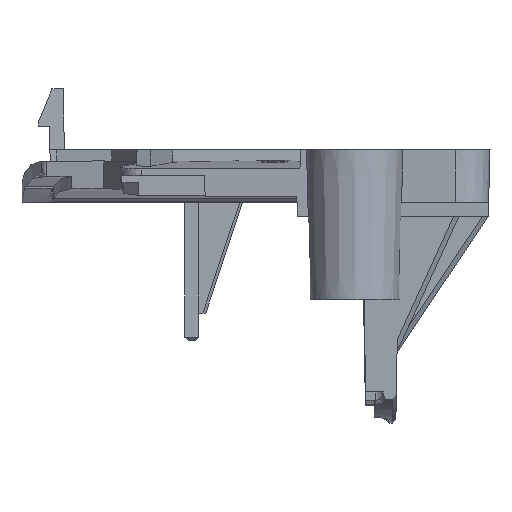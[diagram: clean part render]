
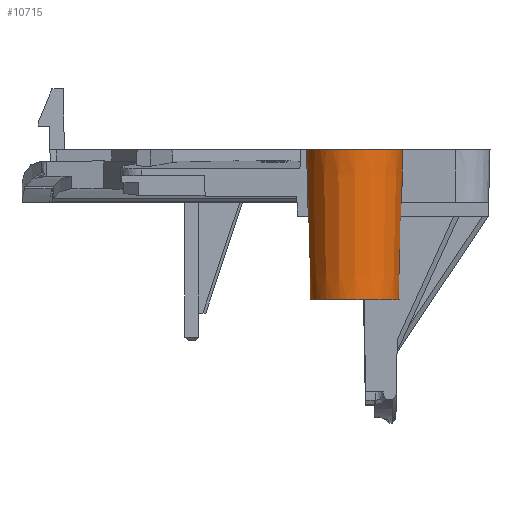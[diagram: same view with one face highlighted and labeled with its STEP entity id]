
A CAD part, left-side view. The second image highlights one B-rep face of the part: STEP entity #10715.
In plain terms, the highlighted conical face has half-angle 1.5 degrees and reference radius 3.202 mm.
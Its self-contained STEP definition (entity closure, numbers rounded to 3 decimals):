
#1123=FACE_OUTER_BOUND('',#1704,.T.);
#1704=EDGE_LOOP('',(#9945,#9946,#9947,#9948,#9949,#9950,#9951,#9952,#9953,
#9954));
#2035=CIRCLE('',#10801,3.486);
#2036=CIRCLE('',#10802,3.486);
#2072=CIRCLE('',#10941,3.387);
#2075=CIRCLE('',#10959,3.36);
#2132=CIRCLE('',#11316,3.202);
#2174=(
BOUNDED_CURVE()
B_SPLINE_CURVE(2,(#23441,#23442,#23443),.UNSPECIFIED.,.F.,.F.)
B_SPLINE_CURVE_WITH_KNOTS((3,3),(2.584,2.672),
 .UNSPECIFIED.)
CURVE()
GEOMETRIC_REPRESENTATION_ITEM()
RATIONAL_B_SPLINE_CURVE((1.,1.,1.))
REPRESENTATION_ITEM('')
);
#2184=(
BOUNDED_CURVE()
B_SPLINE_CURVE(2,(#23829,#23830,#23831),.UNSPECIFIED.,.F.,.F.)
B_SPLINE_CURVE_WITH_KNOTS((3,3),(4.366,4.83),
 .UNSPECIFIED.)
CURVE()
GEOMETRIC_REPRESENTATION_ITEM()
RATIONAL_B_SPLINE_CURVE((1.,1.,1.))
REPRESENTATION_ITEM('')
);
#3232=LINE('',#23826,#4295);
#3233=LINE('',#23828,#4296);
#4295=VECTOR('',#13815,10.);
#4296=VECTOR('',#13818,3.327);
#4453=VERTEX_POINT('',#14269);
#4454=VERTEX_POINT('',#14271);
#4455=VERTEX_POINT('',#14273);
#4876=VERTEX_POINT('',#17967);
#4877=VERTEX_POINT('',#17968);
#4933=VERTEX_POINT('',#18108);
#4934=VERTEX_POINT('',#18110);
#5346=VERTEX_POINT('',#23438);
#5507=EDGE_CURVE('',#4453,#4454,#2035,.F.);
#5508=EDGE_CURVE('',#4454,#4455,#2036,.F.);
#6013=EDGE_CURVE('',#4876,#4877,#2072,.F.);
#6090=EDGE_CURVE('',#4934,#4933,#2075,.F.);
#6817=EDGE_CURVE('',#5346,#5346,#2132,.T.);
#6818=EDGE_CURVE('',#4933,#4877,#2174,.F.);
#6921=EDGE_CURVE('',#4455,#4876,#3232,.T.);
#6922=EDGE_CURVE('',#4454,#5346,#3233,.T.);
#6923=EDGE_CURVE('',#4453,#4934,#2184,.F.);
#9945=ORIENTED_EDGE('',*,*,#6013,.F.);
#9946=ORIENTED_EDGE('',*,*,#6921,.F.);
#9947=ORIENTED_EDGE('',*,*,#5508,.F.);
#9948=ORIENTED_EDGE('',*,*,#6922,.T.);
#9949=ORIENTED_EDGE('',*,*,#6817,.F.);
#9950=ORIENTED_EDGE('',*,*,#6922,.F.);
#9951=ORIENTED_EDGE('',*,*,#5507,.F.);
#9952=ORIENTED_EDGE('',*,*,#6923,.T.);
#9953=ORIENTED_EDGE('',*,*,#6090,.T.);
#9954=ORIENTED_EDGE('',*,*,#6818,.T.);
#10196=CONICAL_SURFACE('',#11420,3.202,0.026);
#10715=ADVANCED_FACE('',(#1123),#10196,.T.);
#10801=AXIS2_PLACEMENT_3D('',#14272,#11644,#11645);
#10802=AXIS2_PLACEMENT_3D('',#14274,#11646,#11647);
#10941=AXIS2_PLACEMENT_3D('',#17969,#12252,#12253);
#10959=AXIS2_PLACEMENT_3D('',#18111,#12355,#12356);
#11316=AXIS2_PLACEMENT_3D('',#23439,#13538,#13539);
#11420=AXIS2_PLACEMENT_3D('',#23827,#13816,#13817);
#11644=DIRECTION('center_axis',(0.,0.,-1.));
#11645=DIRECTION('ref_axis',(1.,0.,0.));
#11646=DIRECTION('center_axis',(0.,0.,-1.));
#11647=DIRECTION('ref_axis',(1.,0.,0.));
#12252=DIRECTION('center_axis',(0.,0.,-1.));
#12253=DIRECTION('ref_axis',(1.,0.,0.));
#12355=DIRECTION('center_axis',(0.,0.,1.));
#12356=DIRECTION('ref_axis',(1.,0.,0.));
#13538=DIRECTION('center_axis',(0.,0.,-1.));
#13539=DIRECTION('ref_axis',(1.,0.,0.));
#13815=DIRECTION('',(0.,0.026,-1.));
#13816=DIRECTION('center_axis',(0.,0.,1.));
#13817=DIRECTION('ref_axis',(1.,0.,0.));
#13818=DIRECTION('',(0.026,0.,-1.));
#14269=CARTESIAN_POINT('',(-59.406,9.736,-0.82));
#14271=CARTESIAN_POINT('',(-62.946,6.25,-0.82));
#14272=CARTESIAN_POINT('Origin',(-59.46,6.25,-0.82));
#14273=CARTESIAN_POINT('',(-59.46,2.764,-0.82));
#14274=CARTESIAN_POINT('Origin',(-59.46,6.25,-0.82));
#17967=CARTESIAN_POINT('',(-59.46,2.863,-4.62));
#17968=CARTESIAN_POINT('',(-56.114,6.774,-4.62));
#17969=CARTESIAN_POINT('Origin',(-59.46,6.25,-4.62));
#18108=CARTESIAN_POINT('',(-56.145,6.8,-5.62));
#18110=CARTESIAN_POINT('',(-59.407,9.61,-5.62));
#18111=CARTESIAN_POINT('Origin',(-59.46,6.25,-5.62));
#23438=CARTESIAN_POINT('',(-62.662,6.25,-11.67));
#23439=CARTESIAN_POINT('Origin',(-59.46,6.25,-11.67));
#23441=CARTESIAN_POINT('Ctrl Pts',(-56.114,6.774,-4.62));
#23442=CARTESIAN_POINT('Ctrl Pts',(-56.13,6.787,-5.122));
#23443=CARTESIAN_POINT('Ctrl Pts',(-56.145,6.8,-5.62));
#23826=CARTESIAN_POINT('',(-59.46,3.048,-11.667));
#23827=CARTESIAN_POINT('Origin',(-59.46,6.25,-11.667));
#23828=CARTESIAN_POINT('',(-62.662,6.25,-11.667));
#23829=CARTESIAN_POINT('Ctrl Pts',(-59.407,9.61,-5.62));
#23830=CARTESIAN_POINT('Ctrl Pts',(-59.406,9.672,-3.242));
#23831=CARTESIAN_POINT('Ctrl Pts',(-59.406,9.736,-0.82));
